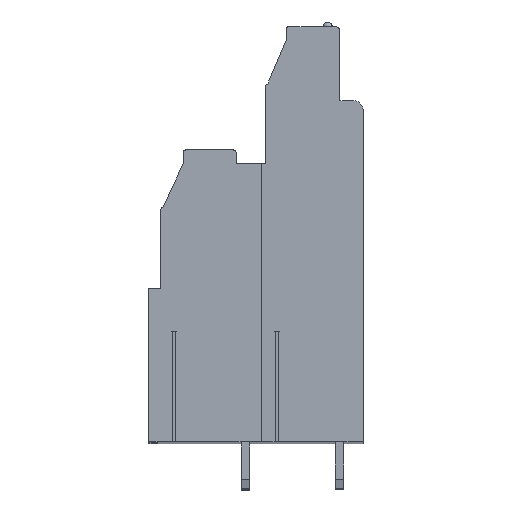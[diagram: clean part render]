
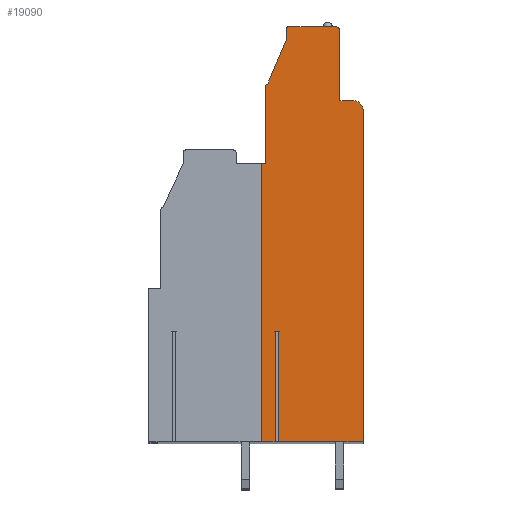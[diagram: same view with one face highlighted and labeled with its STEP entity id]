
A CAD part, top view. The second image highlights one B-rep face of the part: STEP entity #19090.
In plain terms, the highlighted planar face has unit normal (0, 0, 1).
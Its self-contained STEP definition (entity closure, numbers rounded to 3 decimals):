
#13=DIRECTION('',(1.,0.,0.));
#14=VECTOR('',#13,0.38);
#15=CARTESIAN_POINT('',(1.01,-18.05,104.14));
#16=LINE('',#15,#14);
#17=DIRECTION('',(0.,1.,0.));
#18=VECTOR('',#17,11.95);
#19=CARTESIAN_POINT('',(1.01,-30.,104.14));
#20=LINE('',#19,#18);
#21=DIRECTION('',(1.,0.,0.));
#22=VECTOR('',#21,1.51);
#23=CARTESIAN_POINT('',(-0.5,-30.,104.14));
#24=LINE('',#23,#22);
#25=DIRECTION('',(0.,1.,0.));
#26=VECTOR('',#25,30.);
#27=CARTESIAN_POINT('',(-0.5,-30.,104.14));
#28=LINE('',#27,#26);
#29=DIRECTION('',(-1.,0.,0.));
#30=VECTOR('',#29,0.5);
#31=CARTESIAN_POINT('',(0.,0.,104.14));
#32=LINE('',#31,#30);
#33=DIRECTION('',(0.,-1.,0.));
#34=VECTOR('',#33,8.4);
#35=CARTESIAN_POINT('',(0.,8.4,104.14));
#36=LINE('',#35,#34);
#37=CARTESIAN_POINT('',(0.2,8.4,104.14));
#38=DIRECTION('',(0.,0.,1.));
#39=DIRECTION('',(0.,1.,0.));
#40=AXIS2_PLACEMENT_3D('',#37,#38,#39);
#42=DIRECTION('',(-0.392,-0.92,0.));
#43=VECTOR('',#42,5.108);
#44=CARTESIAN_POINT('',(2.2,13.3,104.14));
#45=LINE('',#44,#43);
#46=DIRECTION('',(0.,-1.,0.));
#47=VECTOR('',#46,1.2);
#48=CARTESIAN_POINT('',(2.2,14.5,104.14));
#49=LINE('',#48,#47);
#50=CARTESIAN_POINT('',(2.5,14.5,104.14));
#51=DIRECTION('',(0.,0.,1.));
#52=DIRECTION('',(0.,1.,0.));
#53=AXIS2_PLACEMENT_3D('',#50,#51,#52);
#55=DIRECTION('',(-1.,0.,0.));
#56=VECTOR('',#55,5.);
#57=CARTESIAN_POINT('',(7.5,14.8,104.14));
#58=LINE('',#57,#56);
#59=CARTESIAN_POINT('',(7.5,14.3,104.14));
#60=DIRECTION('',(0.,0.,1.));
#61=DIRECTION('',(1.,0.,0.));
#62=AXIS2_PLACEMENT_3D('',#59,#60,#61);
#64=DIRECTION('',(0.,1.,0.));
#65=VECTOR('',#64,7.5);
#66=CARTESIAN_POINT('',(8.,6.8,104.14));
#67=LINE('',#66,#65);
#68=DIRECTION('',(-1.,0.,0.));
#69=VECTOR('',#68,1.5);
#70=CARTESIAN_POINT('',(9.5,6.8,104.14));
#71=LINE('',#70,#69);
#72=CARTESIAN_POINT('',(9.5,5.8,104.14));
#73=DIRECTION('',(0.,0.,1.));
#74=DIRECTION('',(1.,0.,0.));
#75=AXIS2_PLACEMENT_3D('',#72,#73,#74);
#77=DIRECTION('',(0.,1.,0.));
#78=VECTOR('',#77,35.8);
#79=CARTESIAN_POINT('',(10.5,-30.,104.14));
#80=LINE('',#79,#78);
#81=DIRECTION('',(1.,0.,0.));
#82=VECTOR('',#81,9.11);
#83=CARTESIAN_POINT('',(1.39,-30.,104.14));
#84=LINE('',#83,#82);
#85=DIRECTION('',(0.,1.,0.));
#86=VECTOR('',#85,11.95);
#87=CARTESIAN_POINT('',(1.39,-30.,104.14));
#88=LINE('',#87,#86);
#14683=CARTESIAN_POINT('',(10.5,-30.,104.14));
#14684=CARTESIAN_POINT('',(10.5,5.8,104.14));
#14685=VERTEX_POINT('',#14683);
#14686=VERTEX_POINT('',#14684);
#14687=CARTESIAN_POINT('',(9.5,6.8,104.14));
#14688=VERTEX_POINT('',#14687);
#14689=CARTESIAN_POINT('',(8.,6.8,104.14));
#14690=VERTEX_POINT('',#14689);
#14691=CARTESIAN_POINT('',(8.,14.3,104.14));
#14692=VERTEX_POINT('',#14691);
#14693=CARTESIAN_POINT('',(7.5,14.8,104.14));
#14694=VERTEX_POINT('',#14693);
#14695=CARTESIAN_POINT('',(2.5,14.8,104.14));
#14696=VERTEX_POINT('',#14695);
#14697=CARTESIAN_POINT('',(2.2,14.5,104.14));
#14698=VERTEX_POINT('',#14697);
#14699=CARTESIAN_POINT('',(2.2,13.3,104.14));
#14700=VERTEX_POINT('',#14699);
#14701=CARTESIAN_POINT('',(0.2,8.6,104.14));
#14702=VERTEX_POINT('',#14701);
#14703=CARTESIAN_POINT('',(0.,8.4,104.14));
#14704=VERTEX_POINT('',#14703);
#14705=CARTESIAN_POINT('',(0.,0.,104.14));
#14706=VERTEX_POINT('',#14705);
#14731=CARTESIAN_POINT('',(-0.5,-30.,104.14));
#14732=CARTESIAN_POINT('',(-0.5,0.,104.14));
#14733=VERTEX_POINT('',#14731);
#14734=VERTEX_POINT('',#14732);
#14815=CARTESIAN_POINT('',(1.01,-18.05,104.14));
#14816=CARTESIAN_POINT('',(1.39,-18.05,104.14));
#14817=VERTEX_POINT('',#14815);
#14818=VERTEX_POINT('',#14816);
#14819=CARTESIAN_POINT('',(1.01,-30.,104.14));
#14820=VERTEX_POINT('',#14819);
#14821=CARTESIAN_POINT('',(1.39,-30.,104.14));
#14822=VERTEX_POINT('',#14821);
#19047=CARTESIAN_POINT('',(0.,0.,104.14));
#19048=DIRECTION('',(0.,0.,1.));
#19049=DIRECTION('',(1.,0.,0.));
#19050=AXIS2_PLACEMENT_3D('',#19047,#19048,#19049);
#19051=PLANE('',#19050);
#19053=ORIENTED_EDGE('',*,*,#19052,.F.);
#19055=ORIENTED_EDGE('',*,*,#19054,.F.);
#19057=ORIENTED_EDGE('',*,*,#19056,.F.);
#19059=ORIENTED_EDGE('',*,*,#19058,.T.);
#19061=ORIENTED_EDGE('',*,*,#19060,.F.);
#19063=ORIENTED_EDGE('',*,*,#19062,.F.);
#19065=ORIENTED_EDGE('',*,*,#19064,.F.);
#19067=ORIENTED_EDGE('',*,*,#19066,.F.);
#19069=ORIENTED_EDGE('',*,*,#19068,.F.);
#19071=ORIENTED_EDGE('',*,*,#19070,.F.);
#19073=ORIENTED_EDGE('',*,*,#19072,.F.);
#19075=ORIENTED_EDGE('',*,*,#19074,.F.);
#19077=ORIENTED_EDGE('',*,*,#19076,.F.);
#19079=ORIENTED_EDGE('',*,*,#19078,.F.);
#19081=ORIENTED_EDGE('',*,*,#19080,.F.);
#19083=ORIENTED_EDGE('',*,*,#19082,.F.);
#19085=ORIENTED_EDGE('',*,*,#19084,.F.);
#19087=ORIENTED_EDGE('',*,*,#19086,.T.);
#19088=EDGE_LOOP('',(#19053,#19055,#19057,#19059,#19061,#19063,#19065,#19067,
#19069,#19071,#19073,#19075,#19077,#19079,#19081,#19083,#19085,#19087));
#19089=FACE_OUTER_BOUND('',#19088,.F.);
#41=CIRCLE('',#40,0.2);
#54=CIRCLE('',#53,0.3);
#63=CIRCLE('',#62,0.5);
#76=CIRCLE('',#75,1.);
#19052=EDGE_CURVE('',#14817,#14818,#16,.T.);
#19054=EDGE_CURVE('',#14820,#14817,#20,.T.);
#19056=EDGE_CURVE('',#14733,#14820,#24,.T.);
#19058=EDGE_CURVE('',#14733,#14734,#28,.T.);
#19060=EDGE_CURVE('',#14706,#14734,#32,.T.);
#19062=EDGE_CURVE('',#14704,#14706,#36,.T.);
#19064=EDGE_CURVE('',#14702,#14704,#41,.T.);
#19066=EDGE_CURVE('',#14700,#14702,#45,.T.);
#19068=EDGE_CURVE('',#14698,#14700,#49,.T.);
#19070=EDGE_CURVE('',#14696,#14698,#54,.T.);
#19072=EDGE_CURVE('',#14694,#14696,#58,.T.);
#19074=EDGE_CURVE('',#14692,#14694,#63,.T.);
#19076=EDGE_CURVE('',#14690,#14692,#67,.T.);
#19078=EDGE_CURVE('',#14688,#14690,#71,.T.);
#19080=EDGE_CURVE('',#14686,#14688,#76,.T.);
#19082=EDGE_CURVE('',#14685,#14686,#80,.T.);
#19084=EDGE_CURVE('',#14822,#14685,#84,.T.);
#19086=EDGE_CURVE('',#14822,#14818,#88,.T.);
#19090=ADVANCED_FACE('',(#19089),#19051,.T.);
